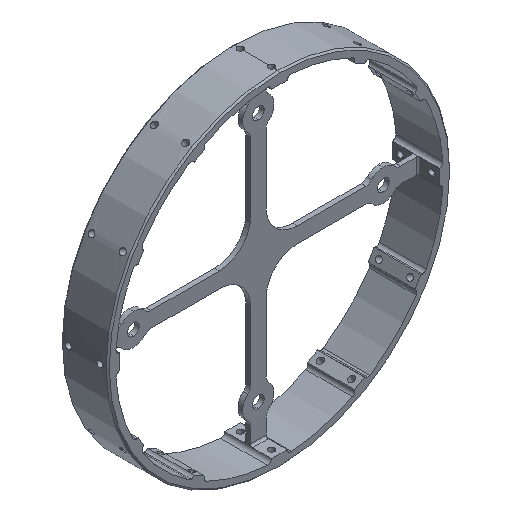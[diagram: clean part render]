
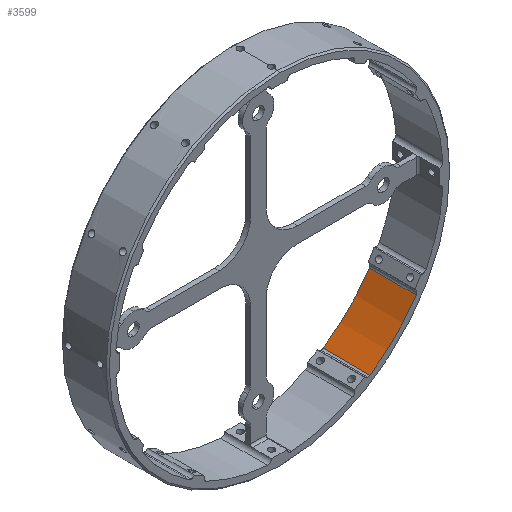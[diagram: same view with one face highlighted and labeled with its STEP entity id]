
A CAD part, isometric view. The second image highlights one B-rep face of the part: STEP entity #3599.
In plain terms, the highlighted cylindrical face has radius 133.35 mm (diameter 266.7 mm), a partial arc.
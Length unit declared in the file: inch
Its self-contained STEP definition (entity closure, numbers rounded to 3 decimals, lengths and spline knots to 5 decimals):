
#494 = AXIS2_PLACEMENT_3D ( 'NONE', #7063, #7697, #5340 ) ;
#576 = CARTESIAN_POINT ( 'NONE',  ( 4.37816, -0.75, -2.89728 ) ) ;
#689 = CYLINDRICAL_SURFACE ( 'NONE', #3811, 5.25 ) ;
#916 = CARTESIAN_POINT ( 'NONE',  ( 0., -0.75, 0. ) ) ;
#944 = VERTEX_POINT ( 'NONE', #576 ) ;
#1203 = ORIENTED_EDGE ( 'NONE', *, *, #3317, .T. ) ;
#1305 = VERTEX_POINT ( 'NONE', #2409 ) ;
#1465 = AXIS2_PLACEMENT_3D ( 'NONE', #916, #1621, #6398 ) ;
#1621 = DIRECTION ( 'NONE',  ( 0., 1., 0. ) ) ;
#1880 = CARTESIAN_POINT ( 'NONE',  ( 2.89728, -0.75, -4.37816 ) ) ;
#2128 = VECTOR ( 'NONE', #7294, 39.37008 ) ;
#2290 = CARTESIAN_POINT ( 'NONE',  ( 4.37816, -0.75, -2.89728 ) ) ;
#2324 = CIRCLE ( 'NONE', #1465, 5.25 ) ;
#2325 = CARTESIAN_POINT ( 'NONE',  ( 4.37816, 0.75, -2.89728 ) ) ;
#2409 = CARTESIAN_POINT ( 'NONE',  ( 2.89728, -0.75, -4.37816 ) ) ;
#2502 = VERTEX_POINT ( 'NONE', #2325 ) ;
#2763 = CARTESIAN_POINT ( 'NONE',  ( 0., -0.75, 0. ) ) ;
#3179 = LINE ( 'NONE', #2290, #6957 ) ;
#3240 = EDGE_CURVE ( 'NONE', #6062, #1305, #5075, .T. ) ;
#3317 = EDGE_CURVE ( 'NONE', #944, #2502, #3179, .T. ) ;
#3416 = DIRECTION ( 'NONE',  ( 0., 1., 0. ) ) ;
#3456 = EDGE_CURVE ( 'NONE', #944, #1305, #2324, .T. ) ;
#3599 = ADVANCED_FACE ( 'NONE', ( #3932 ), #689, .F. ) ;
#3811 = AXIS2_PLACEMENT_3D ( 'NONE', #2763, #3416, #5210 ) ;
#3932 = FACE_OUTER_BOUND ( 'NONE', #6969, .T. ) ;
#4003 = ORIENTED_EDGE ( 'NONE', *, *, #4384, .T. ) ;
#4349 = ORIENTED_EDGE ( 'NONE', *, *, #3456, .F. ) ;
#4384 = EDGE_CURVE ( 'NONE', #2502, #6062, #7698, .T. ) ;
#5075 = LINE ( 'NONE', #1880, #2128 ) ;
#5210 = DIRECTION ( 'NONE',  ( 0., 0., 1. ) ) ;
#5340 = DIRECTION ( 'NONE',  ( 0., 0., 1. ) ) ;
#5654 = ORIENTED_EDGE ( 'NONE', *, *, #3240, .T. ) ;
#6062 = VERTEX_POINT ( 'NONE', #7584 ) ;
#6341 = DIRECTION ( 'NONE',  ( 0., 1., 0. ) ) ;
#6398 = DIRECTION ( 'NONE',  ( 0., 0., 1. ) ) ;
#6957 = VECTOR ( 'NONE', #6341, 39.37008 ) ;
#6969 = EDGE_LOOP ( 'NONE', ( #4003, #5654, #4349, #1203 ) ) ;
#7063 = CARTESIAN_POINT ( 'NONE',  ( 0., 0.75, 0. ) ) ;
#7294 = DIRECTION ( 'NONE',  ( 0., -1., 0. ) ) ;
#7584 = CARTESIAN_POINT ( 'NONE',  ( 2.89728, 0.75, -4.37816 ) ) ;
#7697 = DIRECTION ( 'NONE',  ( 0., 1., 0. ) ) ;
#7698 = CIRCLE ( 'NONE', #494, 5.25 ) ;
